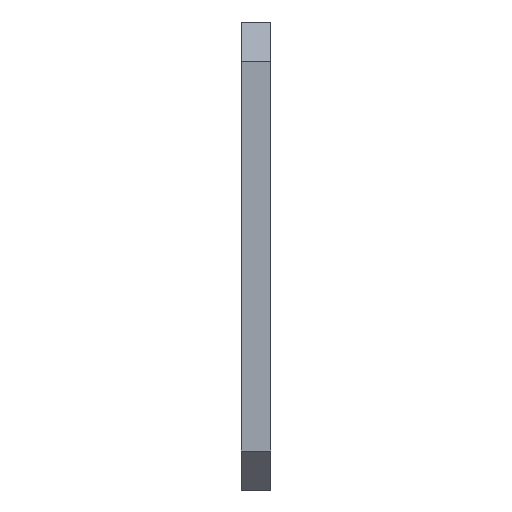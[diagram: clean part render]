
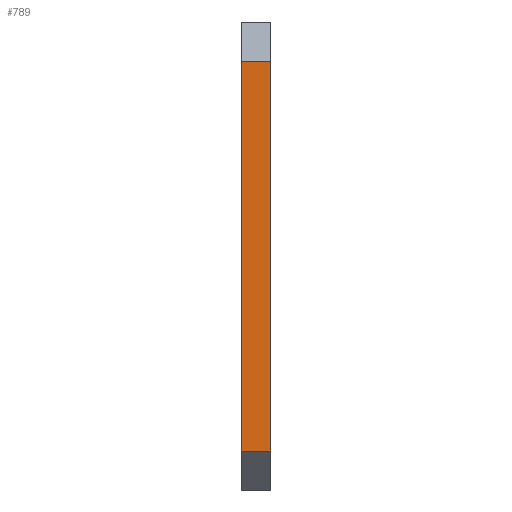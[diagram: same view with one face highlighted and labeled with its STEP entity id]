
A CAD part, left-side view. The second image highlights one B-rep face of the part: STEP entity #789.
In plain terms, the highlighted planar face has unit normal (-1, 0, 0).
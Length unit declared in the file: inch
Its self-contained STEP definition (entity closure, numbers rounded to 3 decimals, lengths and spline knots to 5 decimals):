
#20 = LINE ( 'NONE', #1185, #63 ) ;
#62 = LINE ( 'NONE', #1099, #65 ) ;
#63 = VECTOR ( 'NONE', #1184, 39.37008 ) ;
#65 = VECTOR ( 'NONE', #1093, 39.37008 ) ;
#74 = LINE ( 'NONE', #1244, #85 ) ;
#85 = VECTOR ( 'NONE', #1054, 39.37008 ) ;
#90 = LINE ( 'NONE', #1053, #92 ) ;
#92 = VECTOR ( 'NONE', #1242, 39.37008 ) ;
#178 = FACE_OUTER_BOUND ( 'NONE', #604, .T. ) ;
#354 = AXIS2_PLACEMENT_3D ( 'NONE', #1167, #1087, #1149 ) ;
#476 = VERTEX_POINT ( 'NONE', #925 ) ;
#535 = ORIENTED_EDGE ( 'NONE', *, *, #726, .F. ) ;
#568 = VERTEX_POINT ( 'NONE', #1015 ) ;
#596 = ORIENTED_EDGE ( 'NONE', *, *, #721, .T. ) ;
#600 = VERTEX_POINT ( 'NONE', #965 ) ;
#604 = EDGE_LOOP ( 'NONE', ( #670, #656, #535, #596 ) ) ;
#656 = ORIENTED_EDGE ( 'NONE', *, *, #725, .T. ) ;
#661 = VERTEX_POINT ( 'NONE', #952 ) ;
#670 = ORIENTED_EDGE ( 'NONE', *, *, #724, .T. ) ;
#721 = EDGE_CURVE ( 'NONE', #476, #661, #62, .T. ) ;
#724 = EDGE_CURVE ( 'NONE', #661, #568, #20, .T. ) ;
#725 = EDGE_CURVE ( 'NONE', #568, #600, #90, .T. ) ;
#726 = EDGE_CURVE ( 'NONE', #476, #600, #74, .T. ) ;
#789 = ADVANCED_FACE ( 'NONE', ( #178 ), #1082, .F. ) ;
#925 = CARTESIAN_POINT ( 'NONE',  ( 0., 0.19, -2.75 ) ) ;
#952 = CARTESIAN_POINT ( 'NONE',  ( 0., 0., -2.75 ) ) ;
#965 = CARTESIAN_POINT ( 'NONE',  ( 0., 0.19, -0.25 ) ) ;
#1015 = CARTESIAN_POINT ( 'NONE',  ( 0., 0., -0.25 ) ) ;
#1053 = CARTESIAN_POINT ( 'NONE',  ( 0., 0.19, -0.25 ) ) ;
#1054 = DIRECTION ( 'NONE',  ( 0., 0., 1. ) ) ;
#1082 = PLANE ( 'NONE',  #354 ) ;
#1087 = DIRECTION ( 'NONE',  ( 1., 0., 0. ) ) ;
#1093 = DIRECTION ( 'NONE',  ( 0., -1., 0. ) ) ;
#1099 = CARTESIAN_POINT ( 'NONE',  ( 0., 0.19, -2.75 ) ) ;
#1149 = DIRECTION ( 'NONE',  ( 0., 0., -1. ) ) ;
#1167 = CARTESIAN_POINT ( 'NONE',  ( 0., 0.19, 0. ) ) ;
#1184 = DIRECTION ( 'NONE',  ( 0., 0., 1. ) ) ;
#1185 = CARTESIAN_POINT ( 'NONE',  ( 0., 0., 0. ) ) ;
#1242 = DIRECTION ( 'NONE',  ( 0., 1., 0. ) ) ;
#1244 = CARTESIAN_POINT ( 'NONE',  ( 0., 0.19, 0. ) ) ;
